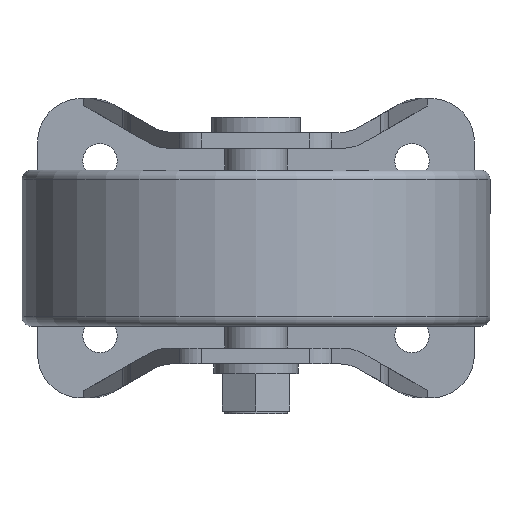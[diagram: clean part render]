
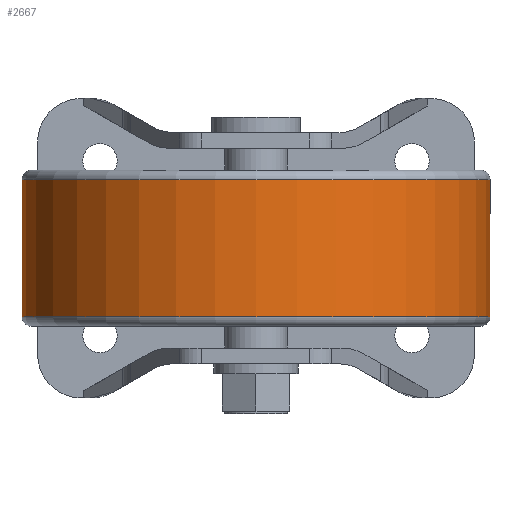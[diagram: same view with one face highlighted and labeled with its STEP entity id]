
A CAD part, front view. The second image highlights one B-rep face of the part: STEP entity #2667.
In plain terms, the highlighted cylindrical face has radius 75 mm (diameter 150 mm), a partial arc.
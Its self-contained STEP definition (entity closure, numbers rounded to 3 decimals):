
#56 = VECTOR ( 'NONE', #2097, 1000. ) ;
#61 = VECTOR ( 'NONE', #2105, 1000. ) ;
#67 = AXIS2_PLACEMENT_3D ( 'NONE', #703, #704, #705 ) ;
#294 = CARTESIAN_POINT ( 'NONE',  ( 75., -123., 22. ) ) ;
#300 = CARTESIAN_POINT ( 'NONE',  ( -75., -123., 22. ) ) ;
#305 = CARTESIAN_POINT ( 'NONE',  ( -75., -123., -22. ) ) ;
#310 = CARTESIAN_POINT ( 'NONE',  ( 75., -123., -22. ) ) ;
#599 = CARTESIAN_POINT ( 'NONE',  ( 0., -123., -22. ) ) ;
#600 = DIRECTION ( 'NONE',  ( 0., 0., 1. ) ) ;
#601 = DIRECTION ( 'NONE',  ( 1., 0., 0. ) ) ;
#602 = CARTESIAN_POINT ( 'NONE',  ( 0., -123., 22. ) ) ;
#603 = DIRECTION ( 'NONE',  ( 0., 0., 1. ) ) ;
#604 = DIRECTION ( 'NONE',  ( 1., 0., 0. ) ) ;
#703 = CARTESIAN_POINT ( 'NONE',  ( 0., -123., 25. ) ) ;
#704 = DIRECTION ( 'NONE',  ( 0., 0., 1. ) ) ;
#705 = DIRECTION ( 'NONE',  ( 1., 0., 0. ) ) ;
#1353 = EDGE_LOOP ( 'NONE', ( #3280, #3279, #3282, #3277 ) ) ;
#1413 = VERTEX_POINT ( 'NONE', #300 ) ;
#1414 = VERTEX_POINT ( 'NONE', #310 ) ;
#1416 = VERTEX_POINT ( 'NONE', #305 ) ;
#1420 = VERTEX_POINT ( 'NONE', #294 ) ;
#1720 = CYLINDRICAL_SURFACE ( 'NONE', #67, 75. ) ;
#1724 = LINE ( 'NONE', #2096, #56 ) ;
#1725 = LINE ( 'NONE', #2104, #61 ) ;
#1728 = FACE_OUTER_BOUND ( 'NONE', #1353, .T. ) ;
#2096 = CARTESIAN_POINT ( 'NONE',  ( -75., -123., 25. ) ) ;
#2097 = DIRECTION ( 'NONE',  ( 0., 0., 1. ) ) ;
#2104 = CARTESIAN_POINT ( 'NONE',  ( 75., -123., 25. ) ) ;
#2105 = DIRECTION ( 'NONE',  ( 0., 0., 1. ) ) ;
#2231 = CIRCLE ( 'NONE', #2248, 75. ) ;
#2246 = CIRCLE ( 'NONE', #2247, 75. ) ;
#2247 = AXIS2_PLACEMENT_3D ( 'NONE', #599, #600, #601 ) ;
#2248 = AXIS2_PLACEMENT_3D ( 'NONE', #602, #603, #604 ) ;
#2658 = EDGE_CURVE ( 'NONE', #1416, #1413, #1724, .T. ) ;
#2661 = EDGE_CURVE ( 'NONE', #1414, #1420, #1725, .T. ) ;
#2667 = ADVANCED_FACE ( 'NONE', ( #1728 ), #1720, .T. ) ;
#2829 = EDGE_CURVE ( 'NONE', #1416, #1414, #2246, .T. ) ;
#2830 = EDGE_CURVE ( 'NONE', #1413, #1420, #2231, .T. ) ;
#3277 = ORIENTED_EDGE ( 'NONE', *, *, #2830, .F. ) ;
#3279 = ORIENTED_EDGE ( 'NONE', *, *, #2829, .T. ) ;
#3280 = ORIENTED_EDGE ( 'NONE', *, *, #2658, .F. ) ;
#3282 = ORIENTED_EDGE ( 'NONE', *, *, #2661, .T. ) ;
